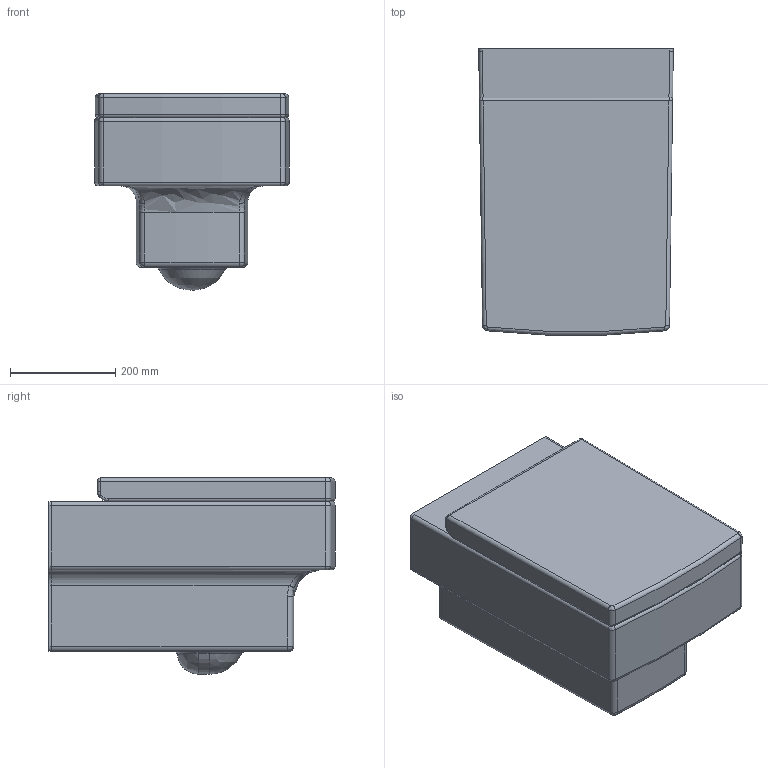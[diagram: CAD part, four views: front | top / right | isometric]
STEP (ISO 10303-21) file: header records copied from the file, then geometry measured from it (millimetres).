
FILE_DESCRIPTION((''),'2;1');
FILE_NAME('221709_1.stp','2010-07-29T16:34:36',('Andreas'),(''),'Autodesk Inventor 2009','Autodesk Inventor 2009','');
FILE_SCHEMA(('AUTOMOTIVE_DESIGN { 1 0 10303 214 1 1 1 1 }'));
Length unit declared in the file: millimetre
Products named in the file (3): 221709_1; VERO_DECKEL221709_1
Assembly tree (2 placements, depth 2):
  221709_1
    221709_1
    VERO_DECKEL221709_1
Bounding box: 370 x 544 x 373.09 mm (x, y, z)
Volume: 27996216.5 mm3; surface area: 1674699.3 mm2
Topology: 2 solids, 2 shells, 236 faces, 550 edges, 321 vertices
Faces by surface type: cylinder 96, plane 62, bspline 51, torus 25, sphere 2
Full cylindrical faces by diameter (mm): 15 x4, 20 x2, 45 x1, 55 x1, 92.955 x1, 102 x1
Entity records: 9162 total; most frequent: CARTESIAN_POINT 3856, DIRECTION 1140, ORIENTED_EDGE 1050, EDGE_CURVE 525, AXIS2_PLACEMENT_3D 452, VERTEX_POINT 320, EDGE_LOOP 271, VECTOR 236
